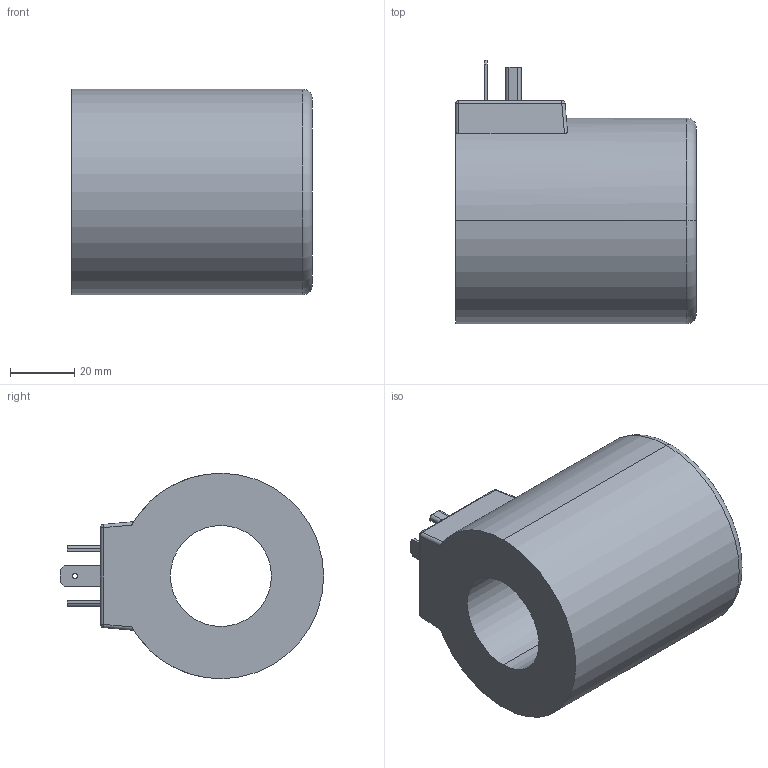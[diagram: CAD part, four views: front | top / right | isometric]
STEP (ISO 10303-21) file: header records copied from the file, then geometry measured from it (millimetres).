
FILE_DESCRIPTION(('STEP AP214'),'1');
FILE_NAME('Magnetspule_64_DIN.stp','2016-07-19T09:58:10',(' '),(' '),'Spatial InterOp 3D',' ',' ');
FILE_SCHEMA(('automotive_design'));
Length unit declared in the file: metre
Products named in the file (1): Volumenkörper
Bounding box: 75 x 82 x 64 mm (x, y, z)
Volume: 190632.5 mm3; surface area: 28537.8 mm2
Topology: 1 solids, 1 shells, 59 faces, 148 edges, 94 vertices
Faces by surface type: plane 31, cylinder 22, revolution 4, torus 2
Entity records: 2367 total; most frequent: CARTESIAN_POINT 420, DIRECTION 306, ORIENTED_EDGE 296, EDGE_CURVE 148, AXIS2_PLACEMENT_3D 102, LINE 98, VECTOR 98, VERTEX_POINT 94
